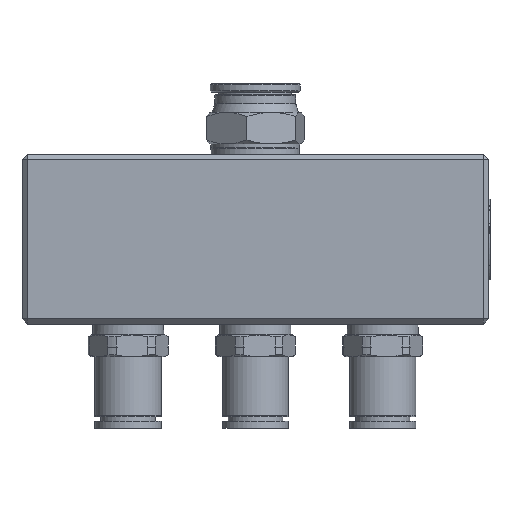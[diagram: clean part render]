
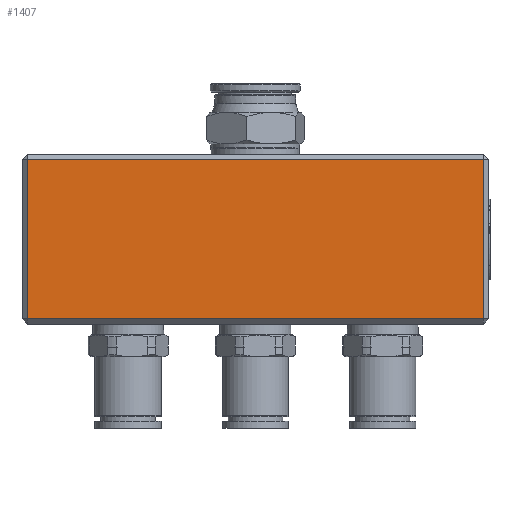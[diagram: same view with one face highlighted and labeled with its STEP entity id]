
A CAD part, front view. The second image highlights one B-rep face of the part: STEP entity #1407.
In plain terms, the highlighted free-form (B-spline) face has degree [1, 1] with [2, 2] control points.
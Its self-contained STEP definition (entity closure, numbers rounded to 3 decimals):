
#1407 = ADVANCED_FACE('',(#1408),#1438,.F.);
#1408 = FACE_BOUND('',#1409,.T.);
#1409 = EDGE_LOOP('',(#1410,#1419,#1426,#1433));
#1410 = ORIENTED_EDGE('',*,*,#1411,.T.);
#1411 = EDGE_CURVE('',#1412,#1414,#1416,.T.);
#1412 = VERTEX_POINT('',#1413);
#1413 = CARTESIAN_POINT('',(59.617,0.,-20.797));
#1414 = VERTEX_POINT('',#1415);
#1415 = CARTESIAN_POINT('',(59.617,0.,20.797));
#1416 = B_SPLINE_CURVE_WITH_KNOTS('',1,(#1417,#1418),.UNSPECIFIED.,.F.,
  .F.,(2,2),(-23.813,23.813),.PIECEWISE_BEZIER_KNOTS.);
#1417 = CARTESIAN_POINT('',(59.617,0.,-20.797));
#1418 = CARTESIAN_POINT('',(59.617,0.,20.797));
#1419 = ORIENTED_EDGE('',*,*,#1420,.T.);
#1420 = EDGE_CURVE('',#1414,#1421,#1423,.T.);
#1421 = VERTEX_POINT('',#1422);
#1422 = CARTESIAN_POINT('',(-59.617,0.,20.797));
#1423 = B_SPLINE_CURVE_WITH_KNOTS('',1,(#1424,#1425),.UNSPECIFIED.,.F.,
  .F.,(2,2),(-68.263,68.263),.PIECEWISE_BEZIER_KNOTS.);
#1424 = CARTESIAN_POINT('',(59.617,0.,20.797));
#1425 = CARTESIAN_POINT('',(-59.617,0.,20.797));
#1426 = ORIENTED_EDGE('',*,*,#1427,.T.);
#1427 = EDGE_CURVE('',#1421,#1428,#1430,.T.);
#1428 = VERTEX_POINT('',#1429);
#1429 = CARTESIAN_POINT('',(-59.617,0.,-20.797));
#1430 = B_SPLINE_CURVE_WITH_KNOTS('',1,(#1431,#1432),.UNSPECIFIED.,.F.,
  .F.,(2,2),(-23.813,23.813),.PIECEWISE_BEZIER_KNOTS.);
#1431 = CARTESIAN_POINT('',(-59.617,0.,20.797));
#1432 = CARTESIAN_POINT('',(-59.617,0.,-20.797));
#1433 = ORIENTED_EDGE('',*,*,#1434,.T.);
#1434 = EDGE_CURVE('',#1428,#1412,#1435,.T.);
#1435 = B_SPLINE_CURVE_WITH_KNOTS('',1,(#1436,#1437),.UNSPECIFIED.,.F.,
  .F.,(2,2),(-68.263,68.263),.PIECEWISE_BEZIER_KNOTS.);
#1436 = CARTESIAN_POINT('',(-59.617,0.,-20.797));
#1437 = CARTESIAN_POINT('',(59.617,0.,-20.797));
#1438 = B_SPLINE_SURFACE_WITH_KNOTS('',1,1,(
    (#1439,#1440)
    ,(#1441,#1442
    )),.UNSPECIFIED.,.F.,.F.,.F.,(2,2),(2,2),(-23.813,23.813),(
    -68.263,68.263),.PIECEWISE_BEZIER_KNOTS.);
#1439 = CARTESIAN_POINT('',(-59.617,0.,-20.797));
#1440 = CARTESIAN_POINT('',(59.617,0.,-20.797));
#1441 = CARTESIAN_POINT('',(-59.617,0.,20.797));
#1442 = CARTESIAN_POINT('',(59.617,0.,20.797));
